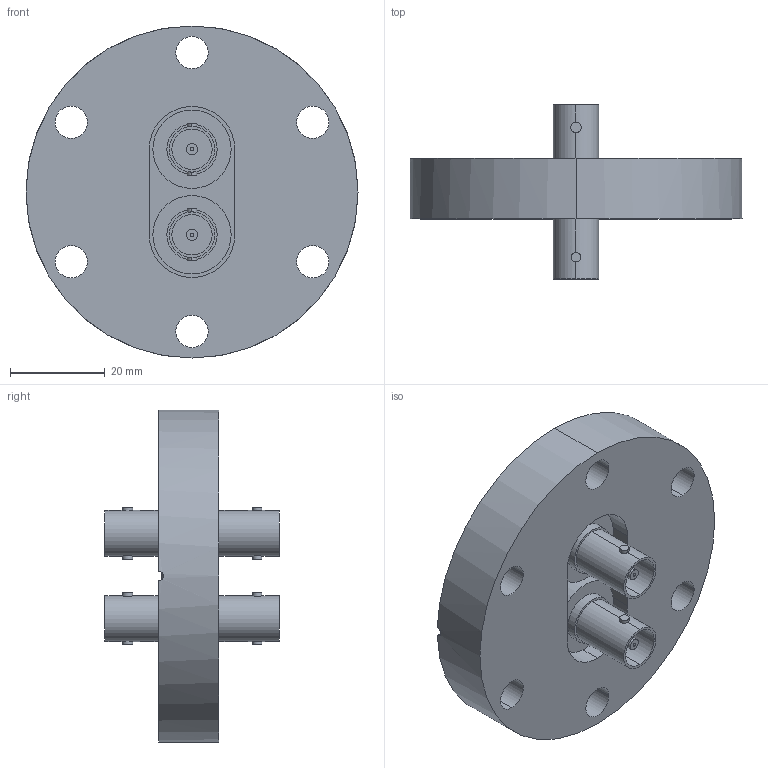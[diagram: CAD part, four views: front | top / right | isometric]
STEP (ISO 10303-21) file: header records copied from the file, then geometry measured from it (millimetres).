
FILE_DESCRIPTION (( 'STEP AP214' ), '1' );
FILE_NAME ('242-MHVD50-C40-2.step', '2025-02-18T20:48:14', ( '' ), ( '' ), 'SwSTEP 2.0', 'SolidWorks 2022', '' );
FILE_SCHEMA (( 'AUTOMOTIVE_DESIGN' ));
Length unit declared in the file: millimetre
Products named in the file (3): 242-MHVD50-C40-2; 9411-C40-16.5-2_9411-C40-16.5-2; 242-MHVD50
Assembly tree (3 placements, depth 2):
  242-MHVD50-C40-2
    9411-C40-16.5-2_9411-C40-16.5-2
    242-MHVD50  x2
Bounding box: 69.9 x 36.67 x 69.9 mm (x, y, z)
Volume: 40217.8 mm3; surface area: 19936.2 mm2
Topology: 5 solids, 7 shells, 144 faces, 307 edges, 198 vertices
Faces by surface type: cylinder 93, plane 47, cone 4
Entity records: 3468 total; most frequent: CARTESIAN_POINT 625, DIRECTION 495, ORIENTED_EDGE 402, AXIS2_PLACEMENT_3D 210, EDGE_CURVE 201, VERTEX_POINT 130, EDGE_LOOP 117, CIRCLE 114
